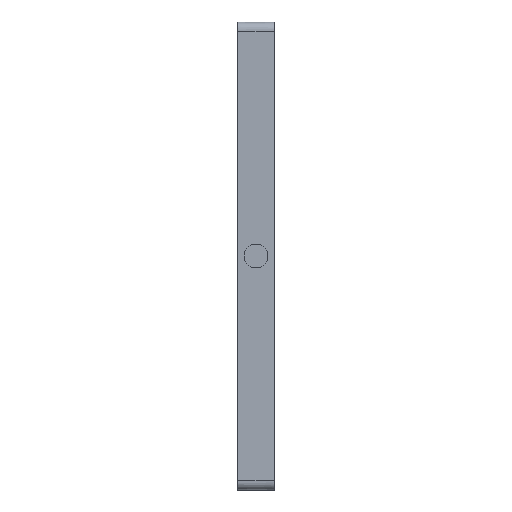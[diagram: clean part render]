
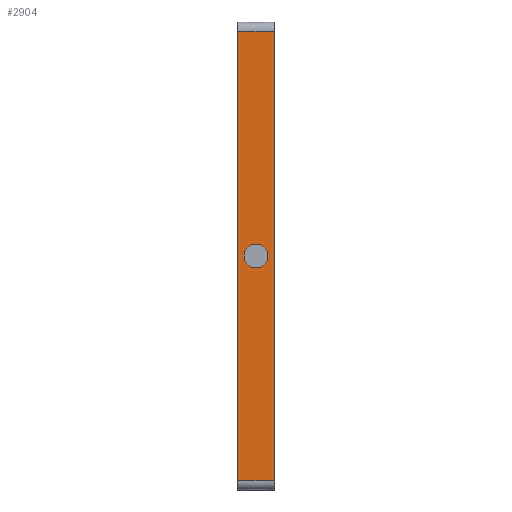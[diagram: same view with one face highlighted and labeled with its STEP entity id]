
A CAD part, front view. The second image highlights one B-rep face of the part: STEP entity #2904.
In plain terms, the highlighted planar face has unit normal (0, -1, 0).
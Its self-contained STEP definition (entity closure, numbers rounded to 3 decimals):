
#123=FACE_BOUND('',#723,.T.);
#141=CIRCLE('',#2959,5.1);
#332=PLANE('',#3169);
#498=FACE_OUTER_BOUND('',#722,.T.);
#722=EDGE_LOOP('',(#2730,#2731,#2732,#2733));
#723=EDGE_LOOP('',(#2734));
#727=LINE('',#4071,#1006);
#782=LINE('',#5284,#1061);
#787=LINE('',#5420,#1066);
#1002=LINE('',#6719,#1281);
#1006=VECTOR('',#3177,10.);
#1061=VECTOR('',#3238,10.);
#1066=VECTOR('',#3247,10.);
#1281=VECTOR('',#3950,10.);
#1303=VERTEX_POINT('',#4047);
#1304=VERTEX_POINT('',#4070);
#1365=VERTEX_POINT('',#5261);
#1370=VERTEX_POINT('',#5397);
#1411=VERTEX_POINT('',#5538);
#1565=EDGE_CURVE('',#1304,#1303,#727,.T.);
#1629=EDGE_CURVE('',#1365,#1303,#782,.T.);
#1637=EDGE_CURVE('',#1304,#1370,#787,.T.);
#1695=EDGE_CURVE('',#1411,#1411,#141,.T.);
#1950=EDGE_CURVE('',#1365,#1370,#1002,.T.);
#2730=ORIENTED_EDGE('',*,*,#1629,.F.);
#2731=ORIENTED_EDGE('',*,*,#1950,.T.);
#2732=ORIENTED_EDGE('',*,*,#1637,.F.);
#2733=ORIENTED_EDGE('',*,*,#1565,.T.);
#2734=ORIENTED_EDGE('',*,*,#1695,.T.);
#2904=ADVANCED_FACE('',(#498,#123),#332,.T.);
#2959=AXIS2_PLACEMENT_3D('',#5539,#3359,#3360);
#3169=AXIS2_PLACEMENT_3D('',#6720,#3951,#3952);
#3177=DIRECTION('',(0.,0.,1.));
#3238=DIRECTION('',(1.,0.,0.));
#3247=DIRECTION('',(-1.,0.,0.));
#3359=DIRECTION('center_axis',(0.,1.,0.));
#3360=DIRECTION('ref_axis',(1.,0.,0.));
#3950=DIRECTION('',(0.,0.,-1.));
#3951=DIRECTION('center_axis',(0.,-1.,0.));
#3952=DIRECTION('ref_axis',(-1.,0.,0.));
#4047=CARTESIAN_POINT('',(4.87,-17.3,-3.));
#4070=CARTESIAN_POINT('',(4.87,-17.3,-194.));
#4071=CARTESIAN_POINT('',(4.87,-17.3,0.));
#5261=CARTESIAN_POINT('',(-10.55,-17.3,-3.));
#5284=CARTESIAN_POINT('',(5.275,-17.3,-3.));
#5397=CARTESIAN_POINT('',(-10.55,-17.3,-194.));
#5420=CARTESIAN_POINT('',(5.275,-17.3,-194.));
#5538=CARTESIAN_POINT('',(-7.94,-17.3,-98.5));
#5539=CARTESIAN_POINT('Origin',(-2.84,-17.3,-98.5));
#6719=CARTESIAN_POINT('',(-10.55,-17.3,0.));
#6720=CARTESIAN_POINT('Origin',(10.55,-17.3,0.));
